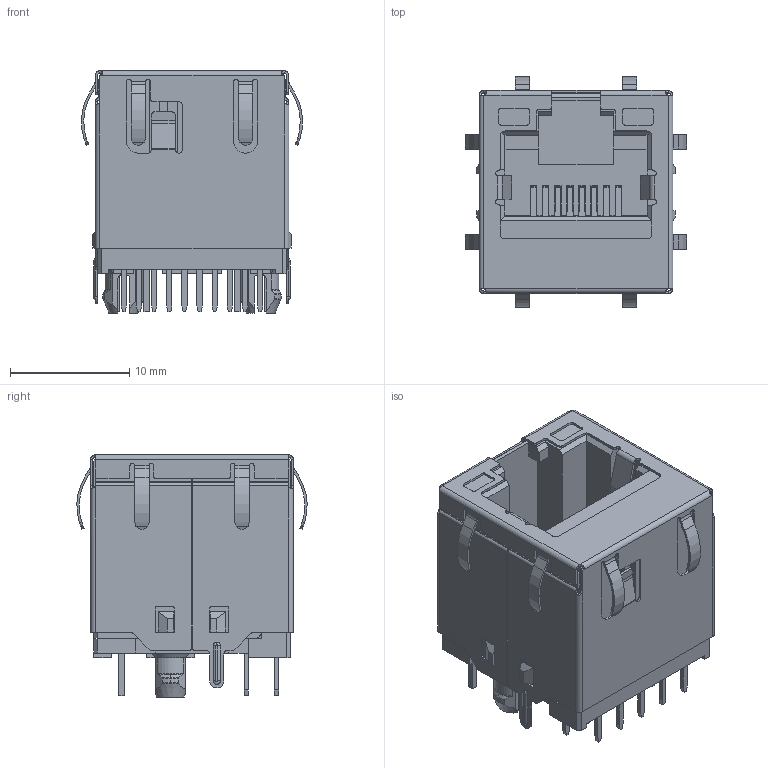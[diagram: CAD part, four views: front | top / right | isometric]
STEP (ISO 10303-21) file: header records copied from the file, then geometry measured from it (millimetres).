
FILE_DESCRIPTION((''),'2;1');
FILE_NAME('3D-RJMG201K3XX30XR','2022-07-25T17:37:48',('Andy.Chen'),(''),'CREO PARAMETRIC BY PTC INC, 2019344','CREO PARAMETRIC BY PTC INC, 2019344','');
FILE_SCHEMA(('CONFIG_CONTROL_DESIGN'));
Products named in the file (1): 3D-RJMG201K3XX30XR
Bounding box: 18.55 x 19.31 x 20.32 mm (x, y, z)
Volume: 2574 mm3; surface area: 7175.4 mm2
Topology: 1 solids, 20 shells, 2536 faces, 7296 edges, 4770 vertices
Faces by surface type: plane 1767, cylinder 646, torus 48, bspline 48, cone 23, sphere 4
Entity records: 85040 total; most frequent: CARTESIAN_POINT 17383, ORIENTED_EDGE 14584, DIRECTION 13589, EDGE_CURVE 7292, VECTOR 5567, LINE 5567, VERTEX_POINT 4770, AXIS2_PLACEMENT_3D 4011
